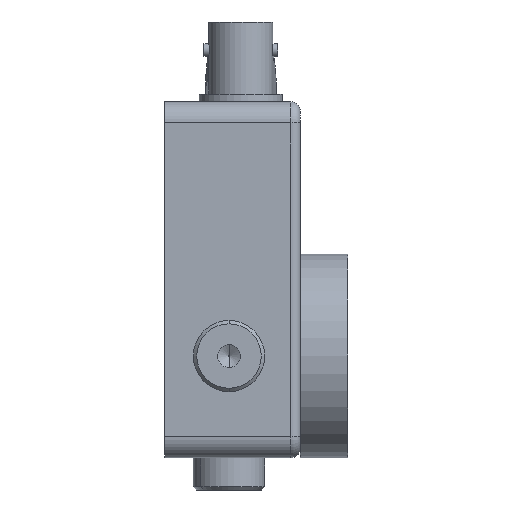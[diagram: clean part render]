
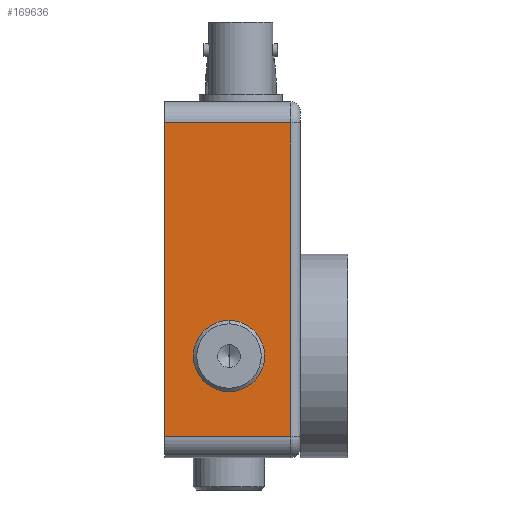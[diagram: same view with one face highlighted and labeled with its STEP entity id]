
A CAD part, left-side view. The second image highlights one B-rep face of the part: STEP entity #169636.
In plain terms, the highlighted planar face has unit normal (-1, 0, 0).
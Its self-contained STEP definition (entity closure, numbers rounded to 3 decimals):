
#71872 = DIRECTION ( 'NONE',  ( 0., 1., 0. ) ) ;
#71912 = DIRECTION ( 'NONE',  ( -1., 0., 0. ) ) ;
#86451 = CARTESIAN_POINT ( 'NONE',  ( -13.052, -29.09, -22.504 ) ) ;
#86518 = CIRCLE ( 'NONE', #86607, 2.925 ) ;
#86592 = DIRECTION ( 'NONE',  ( 0., 1., 0. ) ) ;
#86593 = DIRECTION ( 'NONE',  ( -1., 0., 0. ) ) ;
#86603 = CARTESIAN_POINT ( 'NONE',  ( -13.052, -32.015, -22.504 ) ) ;
#86607 = AXIS2_PLACEMENT_3D ( 'NONE', #86603, #86593, #86592 ) ;
#87286 = CARTESIAN_POINT ( 'NONE',  ( -13.052, -34.94, -22.504 ) ) ;
#94060 = VERTEX_POINT ( 'NONE', #86451 ) ;
#94374 = EDGE_CURVE ( 'NONE', #95840, #94060, #86518, .T. ) ;
#95840 = VERTEX_POINT ( 'NONE', #87286 ) ;
#167603 = CARTESIAN_POINT ( 'NONE',  ( -13.052, -32.015, -22.504 ) ) ;
#167879 = CARTESIAN_POINT ( 'NONE',  ( -13.052, -41.286, 12.421 ) ) ;
#167921 = CARTESIAN_POINT ( 'NONE',  ( -13.052, -41.286, -34.569 ) ) ;
#168341 = AXIS2_PLACEMENT_3D ( 'NONE', #167603, #71912, #71872 ) ;
#168352 = CIRCLE ( 'NONE', #168341, 2.925 ) ;
#168437 = PLANE ( 'NONE',  #168515 ) ;
#168443 = DIRECTION ( 'NONE',  ( 0., 0., 1. ) ) ;
#168446 = VECTOR ( 'NONE', #168443, 1000. ) ;
#168474 = CARTESIAN_POINT ( 'NONE',  ( -13.052, -41.286, 15.596 ) ) ;
#168513 = FACE_BOUND ( 'NONE', #169679, .T. ) ;
#168515 = AXIS2_PLACEMENT_3D ( 'NONE', #168551, #168549, #168547 ) ;
#168518 = FACE_OUTER_BOUND ( 'NONE', #169725, .T. ) ;
#168521 = LINE ( 'NONE', #168474, #168446 ) ;
#168527 = CARTESIAN_POINT ( 'NONE',  ( -13.052, -22.363, -34.569 ) ) ;
#168541 = DIRECTION ( 'NONE',  ( 0., -1., 0. ) ) ;
#168543 = VECTOR ( 'NONE', #168541, 1000. ) ;
#168547 = DIRECTION ( 'NONE',  ( 0., -1., 0. ) ) ;
#168549 = DIRECTION ( 'NONE',  ( 1., 0., 0. ) ) ;
#168551 = CARTESIAN_POINT ( 'NONE',  ( -13.052, -42.683, 15.596 ) ) ;
#168552 = CARTESIAN_POINT ( 'NONE',  ( -13.052, -42.683, -34.569 ) ) ;
#168554 = LINE ( 'NONE', #168552, #168543 ) ;
#169225 = CARTESIAN_POINT ( 'NONE',  ( -13.052, -22.363, 12.421 ) ) ;
#169251 = LINE ( 'NONE', #169379, #169377 ) ;
#169368 = ORIENTED_EDGE ( 'NONE', *, *, #169639, .T. ) ;
#169376 = DIRECTION ( 'NONE',  ( 0., 1., 0. ) ) ;
#169377 = VECTOR ( 'NONE', #169376, 1000. ) ;
#169379 = CARTESIAN_POINT ( 'NONE',  ( -13.052, -42.683, 12.421 ) ) ;
#169533 = VERTEX_POINT ( 'NONE', #167879 ) ;
#169539 = VERTEX_POINT ( 'NONE', #167921 ) ;
#169595 = ORIENTED_EDGE ( 'NONE', *, *, #169773, .T. ) ;
#169605 = EDGE_CURVE ( 'NONE', #94060, #95840, #168352, .T. ) ;
#169609 = ORIENTED_EDGE ( 'NONE', *, *, #169605, .F. ) ;
#169621 = ORIENTED_EDGE ( 'NONE', *, *, #94374, .F. ) ;
#169627 = VERTEX_POINT ( 'NONE', #168527 ) ;
#169628 = EDGE_CURVE ( 'NONE', #169539, #169533, #168521, .T. ) ;
#169636 = ADVANCED_FACE ( 'NONE', ( #168513, #168518 ), #168437, .F. ) ;
#169639 = EDGE_CURVE ( 'NONE', #169627, #169539, #168554, .T. ) ;
#169677 = DIRECTION ( 'NONE',  ( 0., 0., -1. ) ) ;
#169679 = EDGE_LOOP ( 'NONE', ( #169609, #169621 ) ) ;
#169678 = VECTOR ( 'NONE', #169677, 1000. ) ;
#169680 = CARTESIAN_POINT ( 'NONE',  ( -13.052, -22.363, 15.596 ) ) ;
#169681 = LINE ( 'NONE', #169680, #169678 ) ;
#169725 = EDGE_LOOP ( 'NONE', ( #169368, #169748, #169768, #169595 ) ) ;
#169729 = VERTEX_POINT ( 'NONE', #169225 ) ;
#169748 = ORIENTED_EDGE ( 'NONE', *, *, #169628, .T. ) ;
#169752 = EDGE_CURVE ( 'NONE', #169533, #169729, #169251, .T. ) ;
#169768 = ORIENTED_EDGE ( 'NONE', *, *, #169752, .T. ) ;
#169773 = EDGE_CURVE ( 'NONE', #169729, #169627, #169681, .T. ) ;
